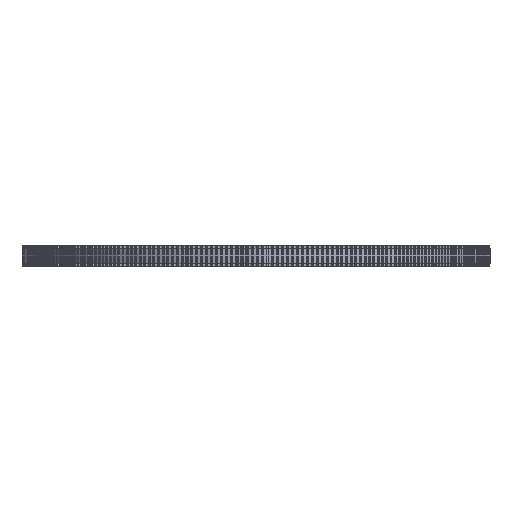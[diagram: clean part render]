
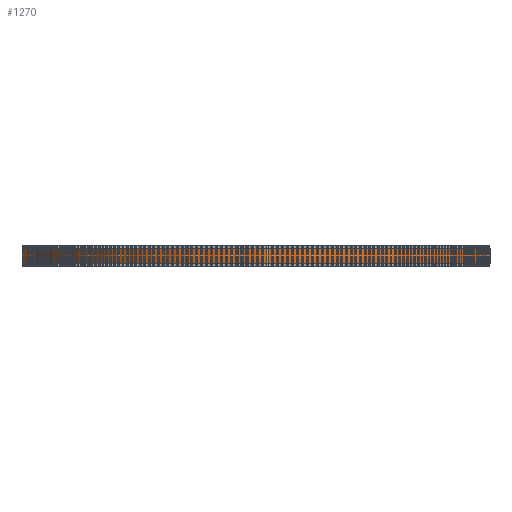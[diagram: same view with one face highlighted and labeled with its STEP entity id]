
A CAD part, left-side view. The second image highlights one B-rep face of the part: STEP entity #1270.
In plain terms, the highlighted cylindrical face has radius 91.355 mm (diameter 182.71 mm), a full revolution.
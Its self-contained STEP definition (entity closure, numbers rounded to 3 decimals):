
#97=FACE_BOUND('',#4720,.T.);
#98=FACE_BOUND('',#4721,.T.);
#1270=ADVANCED_FACE('',(#97,#98),#2419,.T.);
#2419=CYLINDRICAL_SURFACE('',#25399,91.355);
#4720=EDGE_LOOP('',(#13906));
#4721=EDGE_LOOP('',(#13907));
#13906=ORIENTED_EDGE('',*,*,#19650,.T.);
#13907=ORIENTED_EDGE('',*,*,#19651,.T.);
#16204=VERTEX_POINT('',#40340);
#16205=VERTEX_POINT('',#40342);
#19650=EDGE_CURVE('',#16204,#16204,#21948,.T.);
#19651=EDGE_CURVE('',#16205,#16205,#21949,.T.);
#21948=CIRCLE('',#25397,91.355);
#21949=CIRCLE('',#25398,91.355);
#25397=AXIS2_PLACEMENT_3D('',#40339,#33442,#33443);
#25398=AXIS2_PLACEMENT_3D('',#40341,#33444,#33445);
#25399=AXIS2_PLACEMENT_3D('',#40343,#33446,#33447);
#33442=DIRECTION('',(0.,0.,1.));
#33443=DIRECTION('',(1.,0.,0.));
#33444=DIRECTION('',(0.,0.,-1.));
#33445=DIRECTION('',(1.,0.,0.));
#33446=DIRECTION('',(0.,0.,1.));
#33447=DIRECTION('',(1.,0.,0.));
#40339=CARTESIAN_POINT('',(0.,0.,1.));
#40340=CARTESIAN_POINT('',(91.355,0.,1.));
#40341=CARTESIAN_POINT('',(0.,0.,7.));
#40342=CARTESIAN_POINT('',(91.355,0.,7.));
#40343=CARTESIAN_POINT('',(0.,0.,1.));
